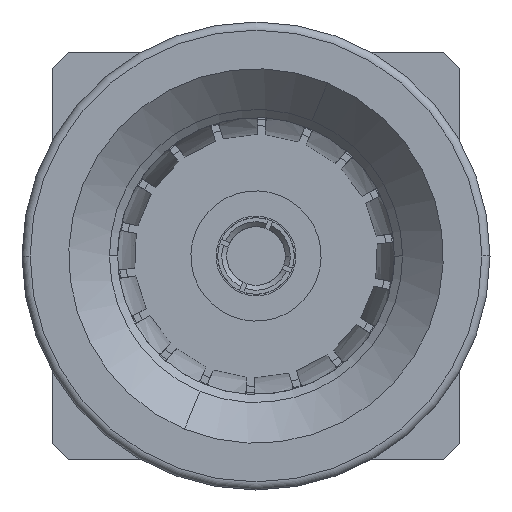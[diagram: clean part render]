
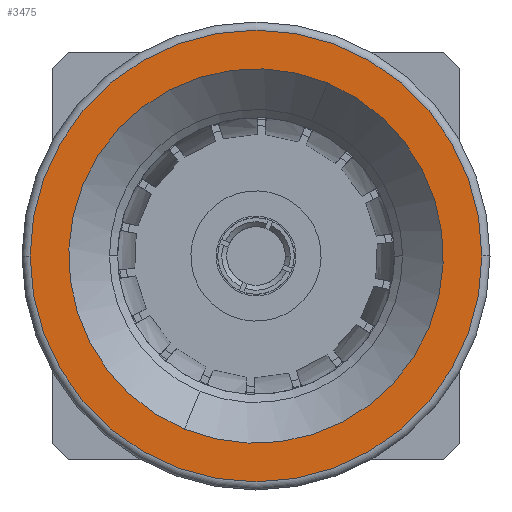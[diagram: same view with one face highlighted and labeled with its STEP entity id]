
A CAD part, left-side view. The second image highlights one B-rep face of the part: STEP entity #3475.
In plain terms, the highlighted planar face has unit normal (-1, 0, 0).
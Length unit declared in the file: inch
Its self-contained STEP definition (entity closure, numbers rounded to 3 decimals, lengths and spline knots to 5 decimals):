
#217 = ORIENTED_EDGE ( 'NONE', *, *, #6911, .T. ) ;
#222 = PLANE ( 'NONE',  #1463 ) ;
#380 = VERTEX_POINT ( 'NONE', #3260 ) ;
#696 = VERTEX_POINT ( 'NONE', #1304 ) ;
#765 = CIRCLE ( 'NONE', #5428, 0.1387 ) ;
#874 = CARTESIAN_POINT ( 'NONE',  ( 0., 0., 0. ) ) ;
#936 = DIRECTION ( 'NONE',  ( 0., -0.382, 0.924 ) ) ;
#1026 = CARTESIAN_POINT ( 'NONE',  ( 0., 0., 0. ) ) ;
#1037 = AXIS2_PLACEMENT_3D ( 'NONE', #4165, #4079, #6626 ) ;
#1154 = AXIS2_PLACEMENT_3D ( 'NONE', #1026, #3563, #936 ) ;
#1304 = CARTESIAN_POINT ( 'NONE',  ( 0., -0.1387, 0. ) ) ;
#1463 = AXIS2_PLACEMENT_3D ( 'NONE', #874, #5920, #2653 ) ;
#1466 = VERTEX_POINT ( 'NONE', #2195 ) ;
#1557 = CARTESIAN_POINT ( 'NONE',  ( 0., 0., 0. ) ) ;
#1946 = CIRCLE ( 'NONE', #1037, 0.115 ) ;
#1980 = CARTESIAN_POINT ( 'NONE',  ( 0., 0.04391, -0.10629 ) ) ;
#2093 = EDGE_CURVE ( 'NONE', #1466, #2825, #1946, .T. ) ;
#2191 = ORIENTED_EDGE ( 'NONE', *, *, #2093, .T. ) ;
#2195 = CARTESIAN_POINT ( 'NONE',  ( 0., -0.04391, 0.10629 ) ) ;
#2653 = DIRECTION ( 'NONE',  ( 0., 1., 0. ) ) ;
#2696 = EDGE_CURVE ( 'NONE', #696, #380, #765, .T. ) ;
#2825 = VERTEX_POINT ( 'NONE', #1980 ) ;
#2997 = ORIENTED_EDGE ( 'NONE', *, *, #3295, .T. ) ;
#3038 = DIRECTION ( 'NONE',  ( -1., 0., 0. ) ) ;
#3260 = CARTESIAN_POINT ( 'NONE',  ( 0., 0.1387, 0. ) ) ;
#3295 = EDGE_CURVE ( 'NONE', #2825, #1466, #3678, .T. ) ;
#3327 = CIRCLE ( 'NONE', #6400, 0.1387 ) ;
#3475 = ADVANCED_FACE ( 'NONE', ( #7787, #7126 ), #222, .F. ) ;
#3563 = DIRECTION ( 'NONE',  ( 1., 0., 0. ) ) ;
#3678 = CIRCLE ( 'NONE', #1154, 0.115 ) ;
#3780 = DIRECTION ( 'NONE',  ( 0., 1., 0. ) ) ;
#3917 = EDGE_LOOP ( 'NONE', ( #217, #6927 ) ) ;
#4079 = DIRECTION ( 'NONE',  ( 1., 0., 0. ) ) ;
#4165 = CARTESIAN_POINT ( 'NONE',  ( 0., 0., 0. ) ) ;
#5395 = DIRECTION ( 'NONE',  ( 0., 1., 0. ) ) ;
#5428 = AXIS2_PLACEMENT_3D ( 'NONE', #6222, #3038, #3780 ) ;
#5920 = DIRECTION ( 'NONE',  ( 1., 0., 0. ) ) ;
#6222 = CARTESIAN_POINT ( 'NONE',  ( 0., 0., 0. ) ) ;
#6400 = AXIS2_PLACEMENT_3D ( 'NONE', #1557, #7933, #5395 ) ;
#6626 = DIRECTION ( 'NONE',  ( 0., -0.382, 0.924 ) ) ;
#6911 = EDGE_CURVE ( 'NONE', #380, #696, #3327, .T. ) ;
#6927 = ORIENTED_EDGE ( 'NONE', *, *, #2696, .T. ) ;
#7126 = FACE_OUTER_BOUND ( 'NONE', #3917, .T. ) ;
#7529 = EDGE_LOOP ( 'NONE', ( #2191, #2997 ) ) ;
#7787 = FACE_BOUND ( 'NONE', #7529, .T. ) ;
#7933 = DIRECTION ( 'NONE',  ( -1., 0., 0. ) ) ;
